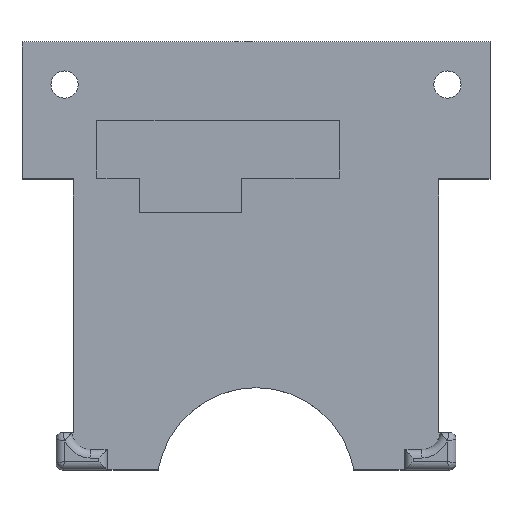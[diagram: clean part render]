
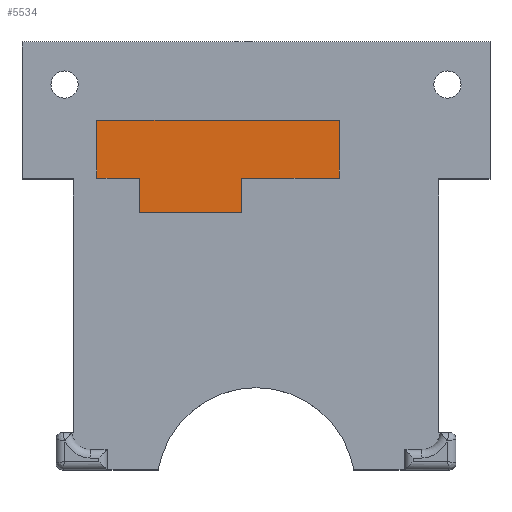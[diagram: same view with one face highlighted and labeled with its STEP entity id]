
A CAD part, top view. The second image highlights one B-rep face of the part: STEP entity #5534.
In plain terms, the highlighted planar face has unit normal (0, 0, 1).
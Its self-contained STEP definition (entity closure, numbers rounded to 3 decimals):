
#4878 = PLANE('',#4879);
#4879 = AXIS2_PLACEMENT_3D('',#4880,#4881,#4882);
#4880 = CARTESIAN_POINT('',(25.8,34.3,0.));
#4881 = DIRECTION('',(0.,-1.,0.));
#4882 = DIRECTION('',(1.,0.,0.));
#4906 = PLANE('',#4907);
#4907 = AXIS2_PLACEMENT_3D('',#4908,#4909,#4910);
#4908 = CARTESIAN_POINT('',(25.8,30.3,0.));
#4909 = DIRECTION('',(1.,0.,0.));
#4910 = DIRECTION('',(0.,1.,0.));
#4934 = PLANE('',#4935);
#4935 = AXIS2_PLACEMENT_3D('',#4936,#4937,#4938);
#4936 = CARTESIAN_POINT('',(13.8,30.3,0.));
#4937 = DIRECTION('',(0.,-1.,0.));
#4938 = DIRECTION('',(1.,0.,0.));
#4962 = PLANE('',#4963);
#4963 = AXIS2_PLACEMENT_3D('',#4964,#4965,#4966);
#4964 = CARTESIAN_POINT('',(13.8,34.3,0.));
#4965 = DIRECTION('',(-1.,0.,0.));
#4966 = DIRECTION('',(0.,-1.,0.));
#4990 = PLANE('',#4991);
#4991 = AXIS2_PLACEMENT_3D('',#4992,#4993,#4994);
#4992 = CARTESIAN_POINT('',(8.8,34.3,0.));
#4993 = DIRECTION('',(0.,-1.,0.));
#4994 = DIRECTION('',(1.,0.,0.));
#5018 = PLANE('',#5019);
#5019 = AXIS2_PLACEMENT_3D('',#5020,#5021,#5022);
#5020 = CARTESIAN_POINT('',(8.8,34.3,0.));
#5021 = DIRECTION('',(1.,0.,0.));
#5022 = DIRECTION('',(0.,1.,0.));
#5046 = PLANE('',#5047);
#5047 = AXIS2_PLACEMENT_3D('',#5048,#5049,#5050);
#5048 = CARTESIAN_POINT('',(8.8,41.1,0.));
#5049 = DIRECTION('',(0.,-1.,0.));
#5050 = DIRECTION('',(1.,0.,0.));
#5072 = PLANE('',#5073);
#5073 = AXIS2_PLACEMENT_3D('',#5074,#5075,#5076);
#5074 = CARTESIAN_POINT('',(37.3,41.1,0.));
#5075 = DIRECTION('',(-1.,0.,0.));
#5076 = DIRECTION('',(0.,-1.,0.));
#5142 = VERTEX_POINT('',#5143);
#5143 = CARTESIAN_POINT('',(25.8,34.3,-3.));
#5164 = EDGE_CURVE('',#5142,#5165,#5167,.T.);
#5165 = VERTEX_POINT('',#5166);
#5166 = CARTESIAN_POINT('',(37.3,34.3,-3.));
#5167 = SURFACE_CURVE('',#5168,(#5172,#5179),.PCURVE_S1.);
#5168 = LINE('',#5169,#5170);
#5169 = CARTESIAN_POINT('',(25.8,34.3,-3.));
#5170 = VECTOR('',#5171,1.);
#5171 = DIRECTION('',(1.,0.,0.));
#5172 = PCURVE('',#4878,#5173);
#5173 = DEFINITIONAL_REPRESENTATION('',(#5174),#5178);
#5174 = LINE('',#5175,#5176);
#5175 = CARTESIAN_POINT('',(0.,-3.));
#5176 = VECTOR('',#5177,1.);
#5177 = DIRECTION('',(1.,0.));
#5178 = ( GEOMETRIC_REPRESENTATION_CONTEXT(2) 
PARAMETRIC_REPRESENTATION_CONTEXT() REPRESENTATION_CONTEXT('2D SPACE',''
  ) );
#5179 = PCURVE('',#5180,#5185);
#5180 = PLANE('',#5181);
#5181 = AXIS2_PLACEMENT_3D('',#5182,#5183,#5184);
#5182 = CARTESIAN_POINT('',(8.8,41.1,-3.));
#5183 = DIRECTION('',(0.,0.,1.));
#5184 = DIRECTION('',(1.,0.,0.));
#5185 = DEFINITIONAL_REPRESENTATION('',(#5186),#5190);
#5186 = LINE('',#5187,#5188);
#5187 = CARTESIAN_POINT('',(17.,-6.8));
#5188 = VECTOR('',#5189,1.);
#5189 = DIRECTION('',(1.,0.));
#5190 = ( GEOMETRIC_REPRESENTATION_CONTEXT(2) 
PARAMETRIC_REPRESENTATION_CONTEXT() REPRESENTATION_CONTEXT('2D SPACE',''
  ) );
#5218 = VERTEX_POINT('',#5219);
#5219 = CARTESIAN_POINT('',(25.8,30.3,-3.));
#5240 = EDGE_CURVE('',#5218,#5142,#5241,.T.);
#5241 = SURFACE_CURVE('',#5242,(#5246,#5253),.PCURVE_S1.);
#5242 = LINE('',#5243,#5244);
#5243 = CARTESIAN_POINT('',(25.8,30.3,-3.));
#5244 = VECTOR('',#5245,1.);
#5245 = DIRECTION('',(0.,1.,0.));
#5246 = PCURVE('',#4906,#5247);
#5247 = DEFINITIONAL_REPRESENTATION('',(#5248),#5252);
#5248 = LINE('',#5249,#5250);
#5249 = CARTESIAN_POINT('',(0.,-3.));
#5250 = VECTOR('',#5251,1.);
#5251 = DIRECTION('',(1.,0.));
#5252 = ( GEOMETRIC_REPRESENTATION_CONTEXT(2) 
PARAMETRIC_REPRESENTATION_CONTEXT() REPRESENTATION_CONTEXT('2D SPACE',''
  ) );
#5253 = PCURVE('',#5180,#5254);
#5254 = DEFINITIONAL_REPRESENTATION('',(#5255),#5259);
#5255 = LINE('',#5256,#5257);
#5256 = CARTESIAN_POINT('',(17.,-10.8));
#5257 = VECTOR('',#5258,1.);
#5258 = DIRECTION('',(0.,1.));
#5259 = ( GEOMETRIC_REPRESENTATION_CONTEXT(2) 
PARAMETRIC_REPRESENTATION_CONTEXT() REPRESENTATION_CONTEXT('2D SPACE',''
  ) );
#5267 = VERTEX_POINT('',#5268);
#5268 = CARTESIAN_POINT('',(37.3,41.1,-3.));
#5289 = EDGE_CURVE('',#5267,#5165,#5290,.T.);
#5290 = SURFACE_CURVE('',#5291,(#5295,#5302),.PCURVE_S1.);
#5291 = LINE('',#5292,#5293);
#5292 = CARTESIAN_POINT('',(37.3,41.1,-3.));
#5293 = VECTOR('',#5294,1.);
#5294 = DIRECTION('',(0.,-1.,0.));
#5295 = PCURVE('',#5072,#5296);
#5296 = DEFINITIONAL_REPRESENTATION('',(#5297),#5301);
#5297 = LINE('',#5298,#5299);
#5298 = CARTESIAN_POINT('',(0.,-3.));
#5299 = VECTOR('',#5300,1.);
#5300 = DIRECTION('',(1.,0.));
#5301 = ( GEOMETRIC_REPRESENTATION_CONTEXT(2) 
PARAMETRIC_REPRESENTATION_CONTEXT() REPRESENTATION_CONTEXT('2D SPACE',''
  ) );
#5302 = PCURVE('',#5180,#5303);
#5303 = DEFINITIONAL_REPRESENTATION('',(#5304),#5308);
#5304 = LINE('',#5305,#5306);
#5305 = CARTESIAN_POINT('',(28.5,0.));
#5306 = VECTOR('',#5307,1.);
#5307 = DIRECTION('',(0.,-1.));
#5308 = ( GEOMETRIC_REPRESENTATION_CONTEXT(2) 
PARAMETRIC_REPRESENTATION_CONTEXT() REPRESENTATION_CONTEXT('2D SPACE',''
  ) );
#5316 = VERTEX_POINT('',#5317);
#5317 = CARTESIAN_POINT('',(13.8,30.3,-3.));
#5338 = EDGE_CURVE('',#5316,#5218,#5339,.T.);
#5339 = SURFACE_CURVE('',#5340,(#5344,#5351),.PCURVE_S1.);
#5340 = LINE('',#5341,#5342);
#5341 = CARTESIAN_POINT('',(13.8,30.3,-3.));
#5342 = VECTOR('',#5343,1.);
#5343 = DIRECTION('',(1.,0.,0.));
#5344 = PCURVE('',#4934,#5345);
#5345 = DEFINITIONAL_REPRESENTATION('',(#5346),#5350);
#5346 = LINE('',#5347,#5348);
#5347 = CARTESIAN_POINT('',(0.,-3.));
#5348 = VECTOR('',#5349,1.);
#5349 = DIRECTION('',(1.,0.));
#5350 = ( GEOMETRIC_REPRESENTATION_CONTEXT(2) 
PARAMETRIC_REPRESENTATION_CONTEXT() REPRESENTATION_CONTEXT('2D SPACE',''
  ) );
#5351 = PCURVE('',#5180,#5352);
#5352 = DEFINITIONAL_REPRESENTATION('',(#5353),#5357);
#5353 = LINE('',#5354,#5355);
#5354 = CARTESIAN_POINT('',(5.,-10.8));
#5355 = VECTOR('',#5356,1.);
#5356 = DIRECTION('',(1.,0.));
#5357 = ( GEOMETRIC_REPRESENTATION_CONTEXT(2) 
PARAMETRIC_REPRESENTATION_CONTEXT() REPRESENTATION_CONTEXT('2D SPACE',''
  ) );
#5365 = VERTEX_POINT('',#5366);
#5366 = CARTESIAN_POINT('',(8.8,41.1,-3.));
#5387 = EDGE_CURVE('',#5365,#5267,#5388,.T.);
#5388 = SURFACE_CURVE('',#5389,(#5393,#5400),.PCURVE_S1.);
#5389 = LINE('',#5390,#5391);
#5390 = CARTESIAN_POINT('',(8.8,41.1,-3.));
#5391 = VECTOR('',#5392,1.);
#5392 = DIRECTION('',(1.,0.,0.));
#5393 = PCURVE('',#5046,#5394);
#5394 = DEFINITIONAL_REPRESENTATION('',(#5395),#5399);
#5395 = LINE('',#5396,#5397);
#5396 = CARTESIAN_POINT('',(0.,-3.));
#5397 = VECTOR('',#5398,1.);
#5398 = DIRECTION('',(1.,0.));
#5399 = ( GEOMETRIC_REPRESENTATION_CONTEXT(2) 
PARAMETRIC_REPRESENTATION_CONTEXT() REPRESENTATION_CONTEXT('2D SPACE',''
  ) );
#5400 = PCURVE('',#5180,#5401);
#5401 = DEFINITIONAL_REPRESENTATION('',(#5402),#5406);
#5402 = LINE('',#5403,#5404);
#5403 = CARTESIAN_POINT('',(0.,0.));
#5404 = VECTOR('',#5405,1.);
#5405 = DIRECTION('',(1.,0.));
#5406 = ( GEOMETRIC_REPRESENTATION_CONTEXT(2) 
PARAMETRIC_REPRESENTATION_CONTEXT() REPRESENTATION_CONTEXT('2D SPACE',''
  ) );
#5414 = VERTEX_POINT('',#5415);
#5415 = CARTESIAN_POINT('',(13.8,34.3,-3.));
#5436 = EDGE_CURVE('',#5414,#5316,#5437,.T.);
#5437 = SURFACE_CURVE('',#5438,(#5442,#5449),.PCURVE_S1.);
#5438 = LINE('',#5439,#5440);
#5439 = CARTESIAN_POINT('',(13.8,34.3,-3.));
#5440 = VECTOR('',#5441,1.);
#5441 = DIRECTION('',(0.,-1.,0.));
#5442 = PCURVE('',#4962,#5443);
#5443 = DEFINITIONAL_REPRESENTATION('',(#5444),#5448);
#5444 = LINE('',#5445,#5446);
#5445 = CARTESIAN_POINT('',(0.,-3.));
#5446 = VECTOR('',#5447,1.);
#5447 = DIRECTION('',(1.,0.));
#5448 = ( GEOMETRIC_REPRESENTATION_CONTEXT(2) 
PARAMETRIC_REPRESENTATION_CONTEXT() REPRESENTATION_CONTEXT('2D SPACE',''
  ) );
#5449 = PCURVE('',#5180,#5450);
#5450 = DEFINITIONAL_REPRESENTATION('',(#5451),#5455);
#5451 = LINE('',#5452,#5453);
#5452 = CARTESIAN_POINT('',(5.,-6.8));
#5453 = VECTOR('',#5454,1.);
#5454 = DIRECTION('',(0.,-1.));
#5455 = ( GEOMETRIC_REPRESENTATION_CONTEXT(2) 
PARAMETRIC_REPRESENTATION_CONTEXT() REPRESENTATION_CONTEXT('2D SPACE',''
  ) );
#5463 = VERTEX_POINT('',#5464);
#5464 = CARTESIAN_POINT('',(8.8,34.3,-3.));
#5485 = EDGE_CURVE('',#5463,#5365,#5486,.T.);
#5486 = SURFACE_CURVE('',#5487,(#5491,#5498),.PCURVE_S1.);
#5487 = LINE('',#5488,#5489);
#5488 = CARTESIAN_POINT('',(8.8,34.3,-3.));
#5489 = VECTOR('',#5490,1.);
#5490 = DIRECTION('',(0.,1.,0.));
#5491 = PCURVE('',#5018,#5492);
#5492 = DEFINITIONAL_REPRESENTATION('',(#5493),#5497);
#5493 = LINE('',#5494,#5495);
#5494 = CARTESIAN_POINT('',(0.,-3.));
#5495 = VECTOR('',#5496,1.);
#5496 = DIRECTION('',(1.,0.));
#5497 = ( GEOMETRIC_REPRESENTATION_CONTEXT(2) 
PARAMETRIC_REPRESENTATION_CONTEXT() REPRESENTATION_CONTEXT('2D SPACE',''
  ) );
#5498 = PCURVE('',#5180,#5499);
#5499 = DEFINITIONAL_REPRESENTATION('',(#5500),#5504);
#5500 = LINE('',#5501,#5502);
#5501 = CARTESIAN_POINT('',(0.,-6.8));
#5502 = VECTOR('',#5503,1.);
#5503 = DIRECTION('',(0.,1.));
#5504 = ( GEOMETRIC_REPRESENTATION_CONTEXT(2) 
PARAMETRIC_REPRESENTATION_CONTEXT() REPRESENTATION_CONTEXT('2D SPACE',''
  ) );
#5512 = EDGE_CURVE('',#5463,#5414,#5513,.T.);
#5513 = SURFACE_CURVE('',#5514,(#5518,#5525),.PCURVE_S1.);
#5514 = LINE('',#5515,#5516);
#5515 = CARTESIAN_POINT('',(8.8,34.3,-3.));
#5516 = VECTOR('',#5517,1.);
#5517 = DIRECTION('',(1.,0.,0.));
#5518 = PCURVE('',#4990,#5519);
#5519 = DEFINITIONAL_REPRESENTATION('',(#5520),#5524);
#5520 = LINE('',#5521,#5522);
#5521 = CARTESIAN_POINT('',(0.,-3.));
#5522 = VECTOR('',#5523,1.);
#5523 = DIRECTION('',(1.,0.));
#5524 = ( GEOMETRIC_REPRESENTATION_CONTEXT(2) 
PARAMETRIC_REPRESENTATION_CONTEXT() REPRESENTATION_CONTEXT('2D SPACE',''
  ) );
#5525 = PCURVE('',#5180,#5526);
#5526 = DEFINITIONAL_REPRESENTATION('',(#5527),#5531);
#5527 = LINE('',#5528,#5529);
#5528 = CARTESIAN_POINT('',(0.,-6.8));
#5529 = VECTOR('',#5530,1.);
#5530 = DIRECTION('',(1.,0.));
#5531 = ( GEOMETRIC_REPRESENTATION_CONTEXT(2) 
PARAMETRIC_REPRESENTATION_CONTEXT() REPRESENTATION_CONTEXT('2D SPACE',''
  ) );
#5534 = ADVANCED_FACE('',(#5535),#5180,.T.);
#5535 = FACE_BOUND('',#5536,.F.);
#5536 = EDGE_LOOP('',(#5537,#5538,#5539,#5540,#5541,#5542,#5543,#5544));
#5537 = ORIENTED_EDGE('',*,*,#5387,.T.);
#5538 = ORIENTED_EDGE('',*,*,#5289,.T.);
#5539 = ORIENTED_EDGE('',*,*,#5164,.F.);
#5540 = ORIENTED_EDGE('',*,*,#5240,.F.);
#5541 = ORIENTED_EDGE('',*,*,#5338,.F.);
#5542 = ORIENTED_EDGE('',*,*,#5436,.F.);
#5543 = ORIENTED_EDGE('',*,*,#5512,.F.);
#5544 = ORIENTED_EDGE('',*,*,#5485,.T.);
